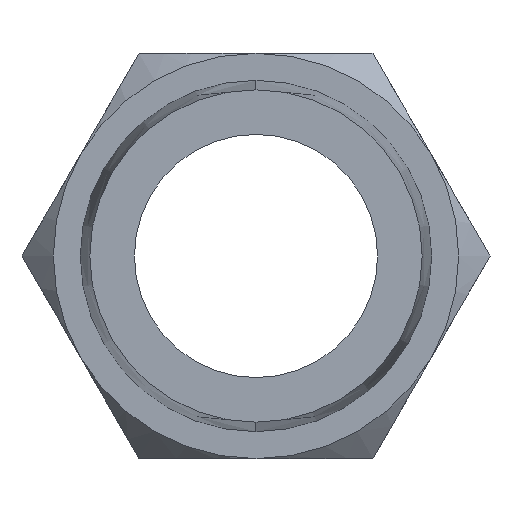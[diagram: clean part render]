
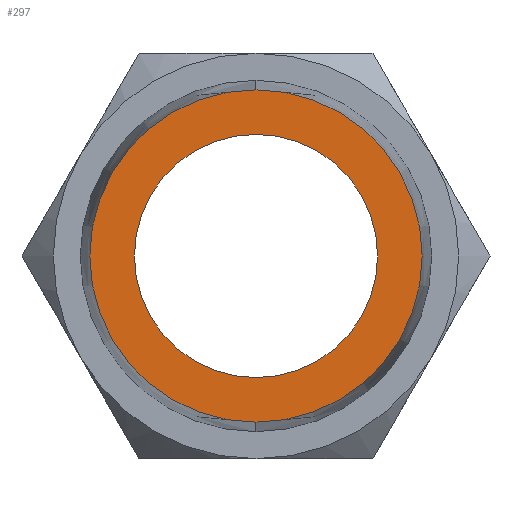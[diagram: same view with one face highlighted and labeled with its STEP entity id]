
A CAD part, left-side view. The second image highlights one B-rep face of the part: STEP entity #297.
In plain terms, the highlighted planar face has unit normal (-1, 0, 0).
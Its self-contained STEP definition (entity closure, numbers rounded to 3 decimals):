
#76 = CARTESIAN_POINT ( 'NONE',  ( 0., 0., 0. ) ) ;
#297 = ADVANCED_FACE ( 'NONE', ( #4881, #4507 ), #1407, .F. ) ;
#818 = CARTESIAN_POINT ( 'NONE',  ( 0., 0., -4.5 ) ) ;
#1213 = CIRCLE ( 'NONE', #1842, 6.15 ) ;
#1407 = PLANE ( 'NONE',  #4726 ) ;
#1424 = DIRECTION ( 'NONE',  ( 0., 0., -1. ) ) ;
#1437 = DIRECTION ( 'NONE',  ( 1., 0., 0. ) ) ;
#1469 = EDGE_CURVE ( 'NONE', #2735, #4875, #1213, .T. ) ;
#1601 = EDGE_CURVE ( 'NONE', #4870, #4767, #2877, .T. ) ;
#1605 = DIRECTION ( 'NONE',  ( -1., 0., 0. ) ) ;
#1836 = ORIENTED_EDGE ( 'NONE', *, *, #4811, .T. ) ;
#1842 = AXIS2_PLACEMENT_3D ( 'NONE', #2025, #1605, #4641 ) ;
#2025 = CARTESIAN_POINT ( 'NONE',  ( 0., 0., 0. ) ) ;
#2121 = EDGE_LOOP ( 'NONE', ( #3486, #4289 ) ) ;
#2132 = EDGE_CURVE ( 'NONE', #4767, #4870, #4658, .T. ) ;
#2138 = CARTESIAN_POINT ( 'NONE',  ( 0., 0., 0. ) ) ;
#2311 = CIRCLE ( 'NONE', #3511, 6.15 ) ;
#2687 = EDGE_LOOP ( 'NONE', ( #1836, #2966 ) ) ;
#2735 = VERTEX_POINT ( 'NONE', #4907 ) ;
#2877 = CIRCLE ( 'NONE', #3684, 4.5 ) ;
#2966 = ORIENTED_EDGE ( 'NONE', *, *, #1469, .T. ) ;
#3169 = CARTESIAN_POINT ( 'NONE',  ( 0., 0., -6.15 ) ) ;
#3192 = DIRECTION ( 'NONE',  ( -1., 0., 0. ) ) ;
#3289 = AXIS2_PLACEMENT_3D ( 'NONE', #3290, #1437, #3714 ) ;
#3290 = CARTESIAN_POINT ( 'NONE',  ( 0., 0., 0. ) ) ;
#3335 = DIRECTION ( 'NONE',  ( 0., 0., -1. ) ) ;
#3486 = ORIENTED_EDGE ( 'NONE', *, *, #2132, .T. ) ;
#3511 = AXIS2_PLACEMENT_3D ( 'NONE', #76, #3192, #4652 ) ;
#3681 = CARTESIAN_POINT ( 'NONE',  ( 0., 0., 0. ) ) ;
#3684 = AXIS2_PLACEMENT_3D ( 'NONE', #2138, #4457, #1424 ) ;
#3714 = DIRECTION ( 'NONE',  ( 0., 0., -1. ) ) ;
#4289 = ORIENTED_EDGE ( 'NONE', *, *, #1601, .T. ) ;
#4457 = DIRECTION ( 'NONE',  ( 1., 0., 0. ) ) ;
#4487 = DIRECTION ( 'NONE',  ( 1., 0., 0. ) ) ;
#4507 = FACE_OUTER_BOUND ( 'NONE', #2687, .T. ) ;
#4576 = CARTESIAN_POINT ( 'NONE',  ( 0., 0., 4.5 ) ) ;
#4641 = DIRECTION ( 'NONE',  ( 0., 0., 1. ) ) ;
#4652 = DIRECTION ( 'NONE',  ( 0., 0., 1. ) ) ;
#4658 = CIRCLE ( 'NONE', #3289, 4.5 ) ;
#4726 = AXIS2_PLACEMENT_3D ( 'NONE', #3681, #4487, #3335 ) ;
#4767 = VERTEX_POINT ( 'NONE', #4576 ) ;
#4811 = EDGE_CURVE ( 'NONE', #4875, #2735, #2311, .T. ) ;
#4870 = VERTEX_POINT ( 'NONE', #818 ) ;
#4875 = VERTEX_POINT ( 'NONE', #3169 ) ;
#4881 = FACE_BOUND ( 'NONE', #2121, .T. ) ;
#4907 = CARTESIAN_POINT ( 'NONE',  ( 0., 0., 6.15 ) ) ;
